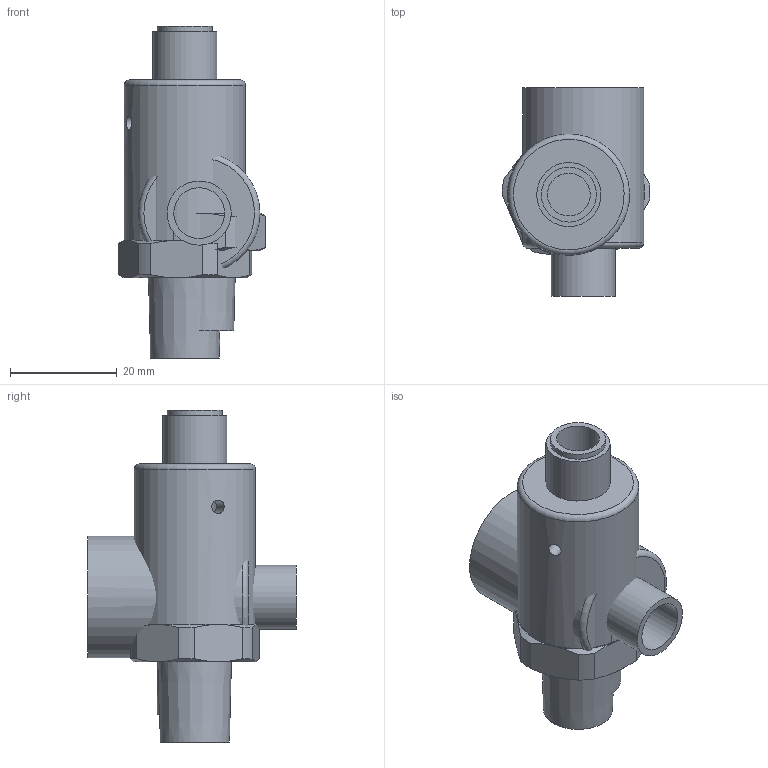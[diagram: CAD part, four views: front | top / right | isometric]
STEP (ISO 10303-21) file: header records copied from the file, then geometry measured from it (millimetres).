
FILE_DESCRIPTION( ( 'Unknown' ), '1' );
FILE_NAME( 'CTXx.5.x.xxx.A.stp', 'Unknown', ( 'Unknown' ), ( 'Unknown' ), 'PSStep 14.0', 'Unknown', ' ' );
FILE_SCHEMA( ( 'AUTOMOTIVE_DESIGN { 1 0 10303 214 1 1 1 1 }' ) );
Length unit declared in the file: millimetre
Products named in the file (4): Assem1; 10303873 Connecteur M12; 71181-06 Corps vissé CTX 100 M12; 71179-03-I09
Bounding box: 27.67 x 39 x 62.1 mm (x, y, z)
Volume: 25840.3 mm3; surface area: 17219.4 mm2
Topology: 6 solids, 6 shells, 144 faces, 290 edges, 182 vertices
Faces by surface type: cylinder 48, plane 48, cone 38, torus 8, bspline 2
Full cylindrical faces by diameter (mm): 1.3 x2, 2.5 x2, 4 x2, 4.1 x2, 6.85 x2, 8 x2, 9.3 x2, 9.5 x2, 10.3 x2, 12 x2, 13.8 x2, 15.5 x2, 18.917 x2, 19 x4, 20 x2, 20.3 x2, 22.7 x2
Entity records: 2421 total; most frequent: CARTESIAN_POINT 441, DIRECTION 300, ORIENTED_EDGE 214, AXIS2_PLACEMENT_3D 144, EDGE_LOOP 120, EDGE_CURVE 107, FACE_OUTER_BOUND 95, VERTEX_POINT 83
